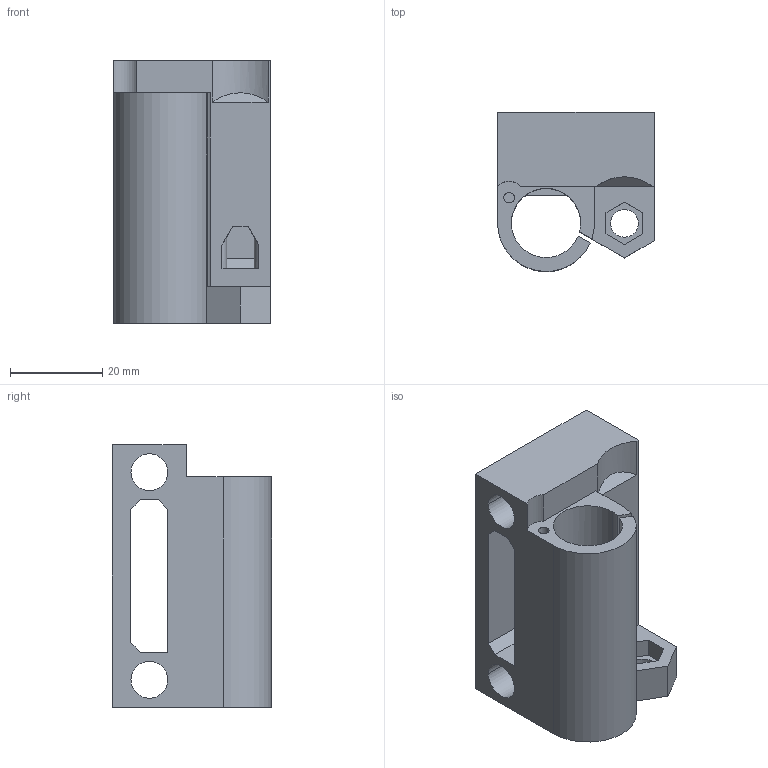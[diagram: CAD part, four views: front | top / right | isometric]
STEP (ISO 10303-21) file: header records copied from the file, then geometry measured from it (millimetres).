
FILE_DESCRIPTION (( 'STEP AP214' ), '1' );
FILE_NAME ('P3sTE_MK2 - X-end-idler_v1_2.STEP', '2019-10-03T22:17:02', ( '' ), ( '' ), 'SwSTEP 2.0', 'NoobCAD', '' );
FILE_SCHEMA (( 'AUTOMOTIVE_DESIGN' ));
Length unit declared in the file: millimetre
Products named in the file (1): P3sTE_MK2 - X-end-idler_v1_2
Bounding box: 34 x 34.49 x 57 mm (x, y, z)
Volume: 27519 mm3; surface area: 15427.7 mm2
Topology: 1 solids, 1 shells, 56 faces, 153 edges, 102 vertices
Faces by surface type: plane 36, cylinder 20
Entity records: 1829 total; most frequent: CARTESIAN_POINT 324, ORIENTED_EDGE 306, DIRECTION 301, EDGE_CURVE 153, VECTOR 111, LINE 111, VERTEX_POINT 102, AXIS2_PLACEMENT_3D 95
